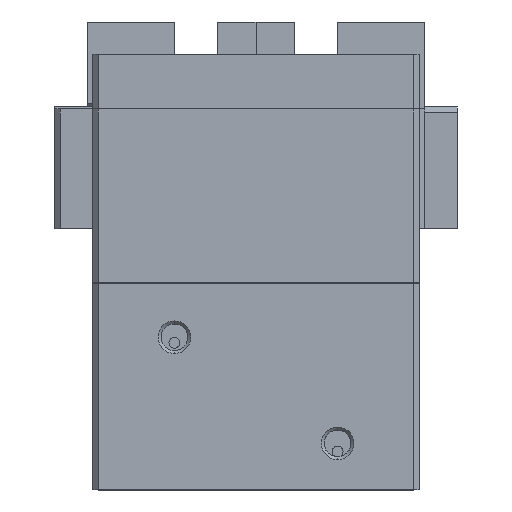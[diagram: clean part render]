
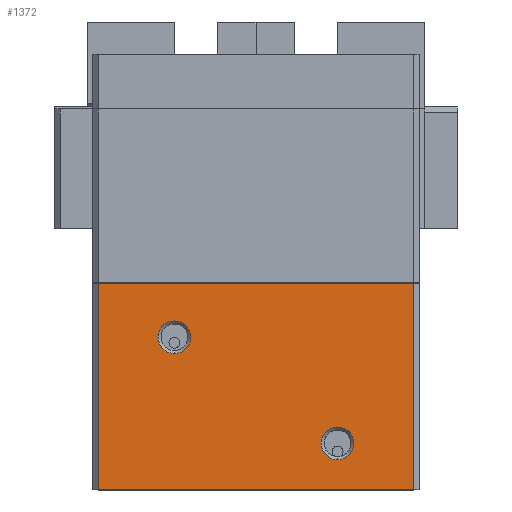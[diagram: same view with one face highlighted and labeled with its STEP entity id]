
A CAD part, top view. The second image highlights one B-rep face of the part: STEP entity #1372.
In plain terms, the highlighted planar face has unit normal (0, 0, 1).
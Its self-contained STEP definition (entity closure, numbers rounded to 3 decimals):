
#1208 = VERTEX_POINT( '', #3526 );
#1308 = VERTEX_POINT( '', #3632 );
#1372 = ADVANCED_FACE( '', ( #3700, #3701, #3702 ), #3703, .T. );
#1404 = EDGE_CURVE( '', #2694, #1564, #3739, .T. );
#1564 = VERTEX_POINT( '', #3911 );
#1686 = EDGE_CURVE( '', #1898, #2694, #4046, .T. );
#1898 = VERTEX_POINT( '', #4278 );
#2478 = VERTEX_POINT( '', #4930 );
#2582 = EDGE_CURVE( '', #3102, #1898, #5047, .T. );
#2672 = EDGE_CURVE( '', #1208, #1308, #5145, .T. );
#2694 = VERTEX_POINT( '', #5169 );
#2742 = EDGE_CURVE( '', #3102, #1564, #5221, .T. );
#2790 = EDGE_CURVE( '', #1308, #1208, #5274, .T. );
#2894 = EDGE_CURVE( '', #2964, #2478, #5389, .T. );
#2964 = VERTEX_POINT( '', #5471 );
#3102 = VERTEX_POINT( '', #5628 );
#3126 = EDGE_CURVE( '', #2478, #2964, #5655, .T. );
#3526 = CARTESIAN_POINT( '', ( 7.5, 2.75, 11. ) );
#3632 = CARTESIAN_POINT( '', ( 7.5, 5.75, 11. ) );
#3700 = FACE_OUTER_BOUND( '', #6346, .T. );
#3701 = FACE_BOUND( '', #6347, .T. );
#3702 = FACE_BOUND( '', #6348, .T. );
#3703 = PLANE( '', #6349 );
#3739 = LINE( '', #6397, #6398 );
#3911 = CARTESIAN_POINT( '', ( -14.5, 18.99, 11. ) );
#4046 = LINE( '', #6846, #6847 );
#4278 = CARTESIAN_POINT( '', ( 14.5, 0., 11. ) );
#4930 = CARTESIAN_POINT( '', ( -7.5, 15.5, 11. ) );
#5047 = LINE( '', #8259, #8260 );
#5145 = CIRCLE( '', #8404, 1.5 );
#5169 = CARTESIAN_POINT( '', ( 14.5, 18.99, 11. ) );
#5221 = LINE( '', #8498, #8499 );
#5274 = CIRCLE( '', #8574, 1.5 );
#5389 = CIRCLE( '', #8732, 1.5 );
#5471 = CARTESIAN_POINT( '', ( -7.5, 12.5, 11. ) );
#5628 = CARTESIAN_POINT( '', ( -14.5, 0., 11. ) );
#5655 = CIRCLE( '', #9088, 1.5 );
#6346 = EDGE_LOOP( '', ( #9832, #9833, #9834, #9835 ) );
#6347 = EDGE_LOOP( '', ( #9836, #9837 ) );
#6348 = EDGE_LOOP( '', ( #9838, #9839 ) );
#6349 = AXIS2_PLACEMENT_3D( '', #9840, #9841, #9842 );
#6397 = CARTESIAN_POINT( '', ( 7.25, 18.99, 11. ) );
#6398 = VECTOR( '', #9886, 1. );
#6846 = CARTESIAN_POINT( '', ( 14.5, 0., 11. ) );
#6847 = VECTOR( '', #10189, 1. );
#8259 = CARTESIAN_POINT( '', ( -14.5, 0., 11. ) );
#8260 = VECTOR( '', #11315, 1. );
#8404 = AXIS2_PLACEMENT_3D( '', #11412, #11413, #11414 );
#8498 = CARTESIAN_POINT( '', ( -14.5, 0., 11. ) );
#8499 = VECTOR( '', #11481, 1. );
#8574 = AXIS2_PLACEMENT_3D( '', #11543, #11544, #11545 );
#8732 = AXIS2_PLACEMENT_3D( '', #11690, #11691, #11692 );
#9088 = AXIS2_PLACEMENT_3D( '', #12038, #12039, #12040 );
#9832 = ORIENTED_EDGE( '', *, *, #1404, .T. );
#9833 = ORIENTED_EDGE( '', *, *, #2742, .F. );
#9834 = ORIENTED_EDGE( '', *, *, #2582, .T. );
#9835 = ORIENTED_EDGE( '', *, *, #1686, .T. );
#9836 = ORIENTED_EDGE( '', *, *, #3126, .T. );
#9837 = ORIENTED_EDGE( '', *, *, #2894, .T. );
#9838 = ORIENTED_EDGE( '', *, *, #2790, .T. );
#9839 = ORIENTED_EDGE( '', *, *, #2672, .T. );
#9840 = CARTESIAN_POINT( '', ( 14.5, 0., 11. ) );
#9841 = DIRECTION( '', ( 0., 0., 1. ) );
#9842 = DIRECTION( '', ( 1., 0., 0. ) );
#9886 = DIRECTION( '', ( -1., 0., 0. ) );
#10189 = DIRECTION( '', ( 0., 1., 0. ) );
#11315 = DIRECTION( '', ( 1., 0., 0. ) );
#11412 = CARTESIAN_POINT( '', ( 7.5, 4.25, 11. ) );
#11413 = DIRECTION( '', ( 0., 0., -1. ) );
#11414 = DIRECTION( '', ( 0., 1., 0. ) );
#11481 = DIRECTION( '', ( 0., 1., 0. ) );
#11543 = CARTESIAN_POINT( '', ( 7.5, 4.25, 11. ) );
#11544 = DIRECTION( '', ( 0., 0., -1. ) );
#11545 = DIRECTION( '', ( 0., 1., 0. ) );
#11690 = CARTESIAN_POINT( '', ( -7.5, 14., 11. ) );
#11691 = DIRECTION( '', ( 0., 0., -1. ) );
#11692 = DIRECTION( '', ( 0., 1., 0. ) );
#12038 = CARTESIAN_POINT( '', ( -7.5, 14., 11. ) );
#12039 = DIRECTION( '', ( 0., 0., -1. ) );
#12040 = DIRECTION( '', ( 0., 1., 0. ) );
